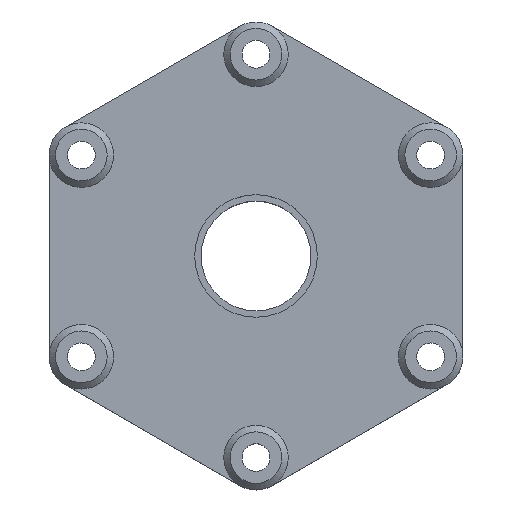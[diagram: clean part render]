
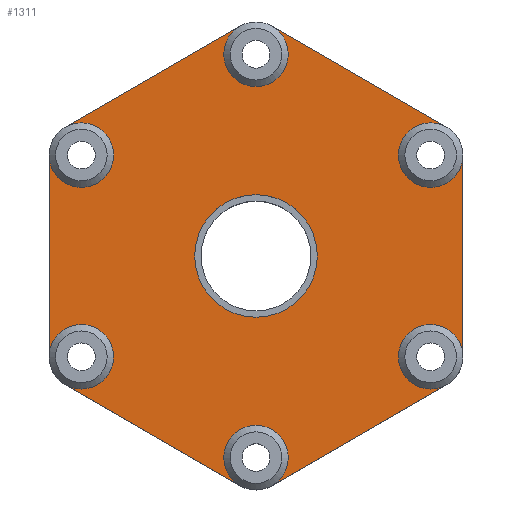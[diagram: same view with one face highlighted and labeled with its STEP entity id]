
A CAD part, top view. The second image highlights one B-rep face of the part: STEP entity #1311.
In plain terms, the highlighted planar face has unit normal (0, 0, 1).
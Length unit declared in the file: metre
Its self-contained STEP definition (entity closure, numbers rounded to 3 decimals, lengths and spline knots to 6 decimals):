
#18=LINE('',#1931,#150);
#23=LINE('',#1946,#155);
#27=LINE('',#1958,#159);
#31=LINE('',#1970,#163);
#35=LINE('',#1982,#167);
#39=LINE('',#1994,#171);
#150=VECTOR('',#1556,1.);
#155=VECTOR('',#1569,1.);
#159=VECTOR('',#1581,1.);
#163=VECTOR('',#1593,1.);
#167=VECTOR('',#1605,1.);
#171=VECTOR('',#1617,1.);
#289=PLANE('',#1432);
#452=ORIENTED_EDGE('',*,*,#780,.F.);
#453=ORIENTED_EDGE('',*,*,#781,.F.);
#454=ORIENTED_EDGE('',*,*,#707,.F.);
#455=ORIENTED_EDGE('',*,*,#782,.F.);
#456=ORIENTED_EDGE('',*,*,#714,.F.);
#457=ORIENTED_EDGE('',*,*,#783,.F.);
#458=ORIENTED_EDGE('',*,*,#720,.F.);
#459=ORIENTED_EDGE('',*,*,#784,.F.);
#460=ORIENTED_EDGE('',*,*,#726,.F.);
#461=ORIENTED_EDGE('',*,*,#785,.F.);
#462=ORIENTED_EDGE('',*,*,#732,.F.);
#463=ORIENTED_EDGE('',*,*,#786,.F.);
#464=ORIENTED_EDGE('',*,*,#738,.F.);
#707=EDGE_CURVE('',#883,#884,#18,.T.);
#714=EDGE_CURVE('',#889,#888,#23,.T.);
#720=EDGE_CURVE('',#893,#892,#27,.T.);
#726=EDGE_CURVE('',#897,#896,#31,.T.);
#732=EDGE_CURVE('',#901,#900,#35,.T.);
#738=EDGE_CURVE('',#905,#904,#39,.T.);
#780=EDGE_CURVE('',#944,#944,#1018,.T.);
#781=EDGE_CURVE('',#884,#905,#1019,.T.);
#782=EDGE_CURVE('',#888,#883,#1020,.T.);
#783=EDGE_CURVE('',#892,#889,#1021,.T.);
#784=EDGE_CURVE('',#896,#893,#1022,.T.);
#785=EDGE_CURVE('',#900,#897,#1023,.T.);
#786=EDGE_CURVE('',#904,#901,#1024,.T.);
#883=VERTEX_POINT('',#1932);
#884=VERTEX_POINT('',#1933);
#888=VERTEX_POINT('',#1942);
#889=VERTEX_POINT('',#1947);
#892=VERTEX_POINT('',#1954);
#893=VERTEX_POINT('',#1959);
#896=VERTEX_POINT('',#1966);
#897=VERTEX_POINT('',#1971);
#900=VERTEX_POINT('',#1978);
#901=VERTEX_POINT('',#1983);
#904=VERTEX_POINT('',#1990);
#905=VERTEX_POINT('',#1995);
#944=VERTEX_POINT('',#2079);
#1018=CIRCLE('',#1433,0.0095);
#1019=CIRCLE('',#1434,0.005);
#1020=CIRCLE('',#1435,0.005);
#1021=CIRCLE('',#1436,0.005);
#1022=CIRCLE('',#1437,0.005);
#1023=CIRCLE('',#1438,0.005);
#1024=CIRCLE('',#1439,0.005);
#1069=EDGE_LOOP('',(#452));
#1070=EDGE_LOOP('',(#453,#454,#455,#456,#457,#458,#459,#460,#461,#462,#463,
#464));
#1189=FACE_BOUND('',#1069,.T.);
#1190=FACE_BOUND('',#1070,.T.);
#1311=ADVANCED_FACE('',(#1189,#1190),#289,.T.);
#1432=AXIS2_PLACEMENT_3D('',#2077,#1666,#1667);
#1433=AXIS2_PLACEMENT_3D('',#2078,#1668,#1669);
#1434=AXIS2_PLACEMENT_3D('',#2080,#1670,#1671);
#1435=AXIS2_PLACEMENT_3D('',#2081,#1672,#1673);
#1436=AXIS2_PLACEMENT_3D('',#2082,#1674,#1675);
#1437=AXIS2_PLACEMENT_3D('',#2083,#1676,#1677);
#1438=AXIS2_PLACEMENT_3D('',#2084,#1678,#1679);
#1439=AXIS2_PLACEMENT_3D('',#2085,#1680,#1681);
#1556=DIRECTION('',(0.866,0.5,0.));
#1569=DIRECTION('',(0.,1.,0.));
#1581=DIRECTION('',(-0.866,0.5,0.));
#1593=DIRECTION('',(-0.866,-0.5,0.));
#1605=DIRECTION('',(0.,-1.,0.));
#1617=DIRECTION('',(0.866,-0.5,0.));
#1666=DIRECTION('',(0.,0.,1.));
#1667=DIRECTION('',(1.,0.,0.));
#1668=DIRECTION('',(0.,0.,1.));
#1669=DIRECTION('',(1.,0.,0.));
#1670=DIRECTION('',(0.,0.,1.));
#1671=DIRECTION('',(1.,0.,0.));
#1672=DIRECTION('',(0.,0.,1.));
#1673=DIRECTION('',(1.,0.,0.));
#1674=DIRECTION('',(0.,0.,1.));
#1675=DIRECTION('',(1.,0.,0.));
#1676=DIRECTION('',(0.,0.,1.));
#1677=DIRECTION('',(1.,0.,0.));
#1678=DIRECTION('',(0.,0.,1.));
#1679=DIRECTION('',(1.,0.,0.));
#1680=DIRECTION('',(0.,0.,1.));
#1681=DIRECTION('',(1.,0.,0.));
#1931=CARTESIAN_POINT('',(-0.016032,0.027768,-0.011));
#1932=CARTESIAN_POINT('',(-0.029563,0.019955,-0.011));
#1933=CARTESIAN_POINT('',(-0.0025,0.03558,-0.011));
#1942=CARTESIAN_POINT('',(-0.032063,0.015625,-0.011));
#1946=CARTESIAN_POINT('',(-0.032063,0.,-0.011));
#1947=CARTESIAN_POINT('',(-0.032063,-0.015625,-0.011));
#1954=CARTESIAN_POINT('',(-0.029563,-0.019955,-0.011));
#1958=CARTESIAN_POINT('',(-0.016032,-0.027768,-0.011));
#1959=CARTESIAN_POINT('',(-0.0025,-0.03558,-0.011));
#1966=CARTESIAN_POINT('',(0.0025,-0.03558,-0.011));
#1970=CARTESIAN_POINT('',(0.016032,-0.027768,-0.011));
#1971=CARTESIAN_POINT('',(0.029563,-0.019955,-0.011));
#1978=CARTESIAN_POINT('',(0.032063,-0.015625,-0.011));
#1982=CARTESIAN_POINT('',(0.032063,0.,-0.011));
#1983=CARTESIAN_POINT('',(0.032063,0.015625,-0.011));
#1990=CARTESIAN_POINT('',(0.029563,0.019955,-0.011));
#1994=CARTESIAN_POINT('',(0.016032,0.027768,-0.011));
#1995=CARTESIAN_POINT('',(0.0025,0.03558,-0.011));
#2077=CARTESIAN_POINT('',(0.,0.,-0.011));
#2078=CARTESIAN_POINT('',(0.,0.,-0.011));
#2079=CARTESIAN_POINT('',(0.0095,0.,-0.011));
#2080=CARTESIAN_POINT('',(0.,0.03125,-0.011));
#2081=CARTESIAN_POINT('',(-0.027063,0.015625,-0.011));
#2082=CARTESIAN_POINT('',(-0.027063,-0.015625,-0.011));
#2083=CARTESIAN_POINT('',(0.,-0.03125,-0.011));
#2084=CARTESIAN_POINT('',(0.027063,-0.015625,-0.011));
#2085=CARTESIAN_POINT('',(0.027063,0.015625,-0.011));
